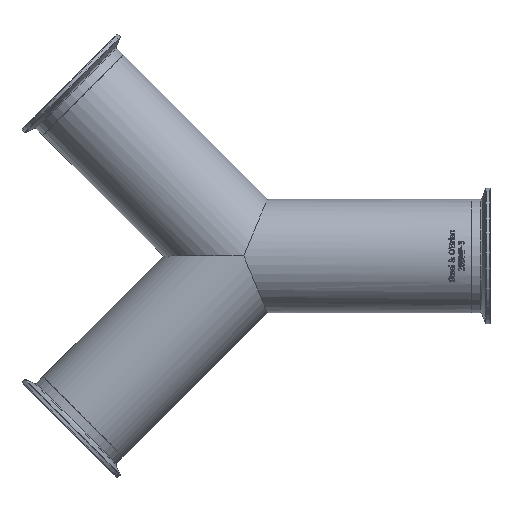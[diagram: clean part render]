
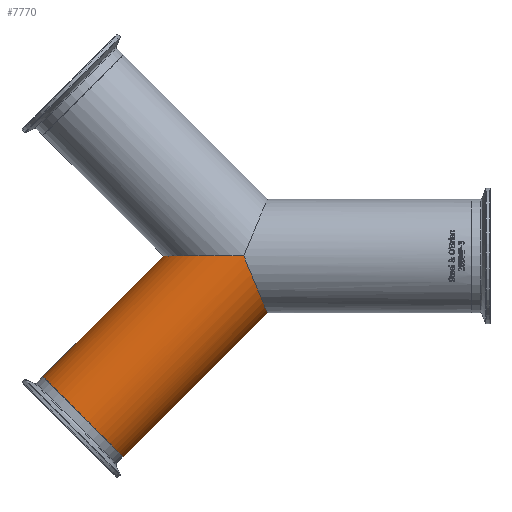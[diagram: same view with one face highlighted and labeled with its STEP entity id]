
A CAD part, top view. The second image highlights one B-rep face of the part: STEP entity #7770.
In plain terms, the highlighted cylindrical face has radius 38.1 mm (diameter 76.2 mm), a full revolution.
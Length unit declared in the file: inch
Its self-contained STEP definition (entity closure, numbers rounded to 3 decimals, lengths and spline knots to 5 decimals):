
#73=ELLIPSE('',#8341,2.12132,1.5);
#74=ELLIPSE('',#8342,1.62347,1.5);
#873=FACE_OUTER_BOUND('',#1338,.T.);
#1338=EDGE_LOOP('',(#7195,#7196,#7197,#7198,#7199));
#1807=LINE('',#17639,#2266);
#2266=VECTOR('',#9897,1.5);
#2508=CIRCLE('',#8262,1.5);
#3590=VERTEX_POINT('',#17241);
#3591=VERTEX_POINT('',#17243);
#3684=VERTEX_POINT('',#17504);
#4825=EDGE_CURVE('',#3684,#3684,#2508,.T.);
#4890=EDGE_CURVE('',#3684,#3590,#1807,.T.);
#4891=EDGE_CURVE('',#3591,#3590,#73,.T.);
#4892=EDGE_CURVE('',#3590,#3591,#74,.T.);
#7195=ORIENTED_EDGE('',*,*,#4825,.T.);
#7196=ORIENTED_EDGE('',*,*,#4890,.T.);
#7197=ORIENTED_EDGE('',*,*,#4891,.F.);
#7198=ORIENTED_EDGE('',*,*,#4892,.F.);
#7199=ORIENTED_EDGE('',*,*,#4890,.F.);
#7284=CYLINDRICAL_SURFACE('',#8340,1.5);
#7770=ADVANCED_FACE('',(#873),#7284,.T.);
#8262=AXIS2_PLACEMENT_3D('',#17505,#9732,#9733);
#8340=AXIS2_PLACEMENT_3D('',#17638,#9895,#9896);
#8341=AXIS2_PLACEMENT_3D('',#17640,#9898,#9899);
#8342=AXIS2_PLACEMENT_3D('',#17641,#9900,#9901);
#9732=DIRECTION('center_axis',(0.707,0.707,0.));
#9733=DIRECTION('ref_axis',(0.,0.,
-1.));
#9895=DIRECTION('center_axis',(-0.707,-0.707,0.));
#9896=DIRECTION('ref_axis',(0.,0.,
-1.));
#9897=DIRECTION('',(0.707,0.707,0.));
#9898=DIRECTION('center_axis',(0.,1.,0.));
#9899=DIRECTION('ref_axis',(1.,0.,0.));
#9900=DIRECTION('center_axis',(0.924,0.383,0.));
#9901=DIRECTION('ref_axis',(0.383,-0.924,0.));
#17241=CARTESIAN_POINT('',(0.,0.,1.5));
#17243=CARTESIAN_POINT('',(0.,0.,-1.5));
#17504=CARTESIAN_POINT('',(-4.24341,-4.24187,1.5));
#17505=CARTESIAN_POINT('Origin',(-4.24341,-4.24187,0.));
#17638=CARTESIAN_POINT('Origin',(0.,0.,
0.));
#17639=CARTESIAN_POINT('',(0.,0.,1.5));
#17640=CARTESIAN_POINT('Origin',(0.,0.,
0.));
#17641=CARTESIAN_POINT('Origin',(0.,0.,
0.));
